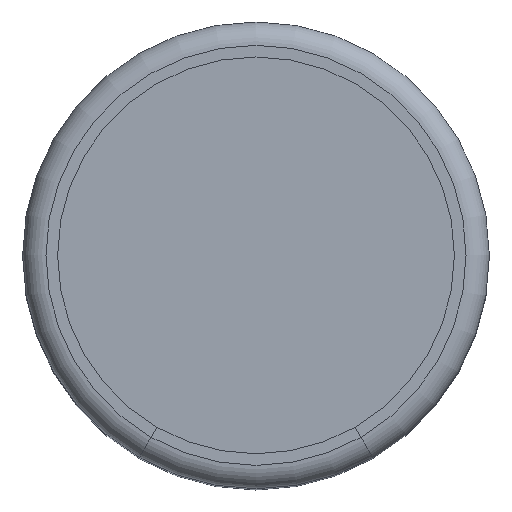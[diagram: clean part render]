
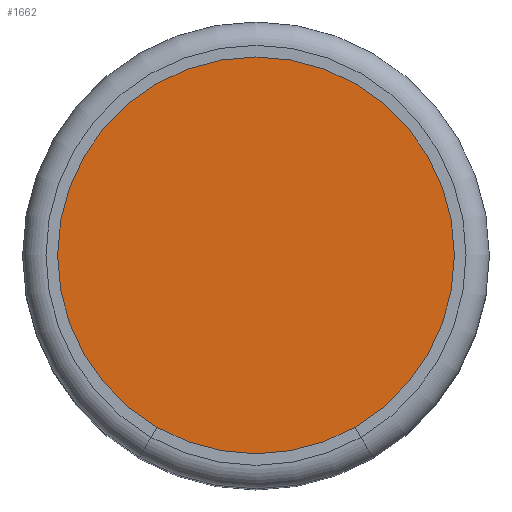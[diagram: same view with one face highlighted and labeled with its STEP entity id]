
A CAD part, top view. The second image highlights one B-rep face of the part: STEP entity #1662.
In plain terms, the highlighted planar face has unit normal (0, 0, 1).
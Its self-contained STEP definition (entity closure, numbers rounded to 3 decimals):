
#1651 = CYLINDRICAL_SURFACE('',#1652,3.4);
#1652 = AXIS2_PLACEMENT_3D('',#1653,#1654,#1655);
#1653 = CARTESIAN_POINT('',(0.,0.,13.)
  );
#1654 = DIRECTION('',(0.,0.,-1.));
#1655 = DIRECTION('',(0.,1.,0.));
#1662 = ADVANCED_FACE('',(#1663),#1676,.F.);
#1663 = FACE_BOUND('',#1664,.T.);
#1664 = EDGE_LOOP('',(#1665));
#1665 = ORIENTED_EDGE('',*,*,#1666,.F.);
#1666 = EDGE_CURVE('',#1667,#1667,#1669,.T.);
#1667 = VERTEX_POINT('',#1668);
#1668 = CARTESIAN_POINT('',(0.,3.4,13.));
#1669 = SURFACE_CURVE('',#1670,(#1675,#1687),.PCURVE_S1.);
#1670 = CIRCLE('',#1671,3.4);
#1671 = AXIS2_PLACEMENT_3D('',#1672,#1673,#1674);
#1672 = CARTESIAN_POINT('',(0.,0.,13.)
  );
#1673 = DIRECTION('',(0.,0.,-1.));
#1674 = DIRECTION('',(0.,1.,0.));
#1675 = PCURVE('',#1676,#1681);
#1676 = PLANE('',#1677);
#1677 = AXIS2_PLACEMENT_3D('',#1678,#1679,#1680);
#1678 = CARTESIAN_POINT('',(0.,0.,13.)
  );
#1679 = DIRECTION('',(0.,0.,-1.));
#1680 = DIRECTION('',(0.,1.,0.));
#1681 = DEFINITIONAL_REPRESENTATION('',(#1682),#1686);
#1682 = CIRCLE('',#1683,3.4);
#1683 = AXIS2_PLACEMENT_2D('',#1684,#1685);
#1684 = CARTESIAN_POINT('',(0.,0.));
#1685 = DIRECTION('',(1.,0.));
#1686 = ( GEOMETRIC_REPRESENTATION_CONTEXT(2) 
PARAMETRIC_REPRESENTATION_CONTEXT() REPRESENTATION_CONTEXT('2D SPACE',''
  ) );
#1687 = PCURVE('',#1651,#1688);
#1688 = DEFINITIONAL_REPRESENTATION('',(#1689),#1693);
#1689 = LINE('',#1690,#1691);
#1690 = CARTESIAN_POINT('',(0.,0.));
#1691 = VECTOR('',#1692,1.);
#1692 = DIRECTION('',(1.,0.));
#1693 = ( GEOMETRIC_REPRESENTATION_CONTEXT(2) 
PARAMETRIC_REPRESENTATION_CONTEXT() REPRESENTATION_CONTEXT('2D SPACE',''
  ) );
